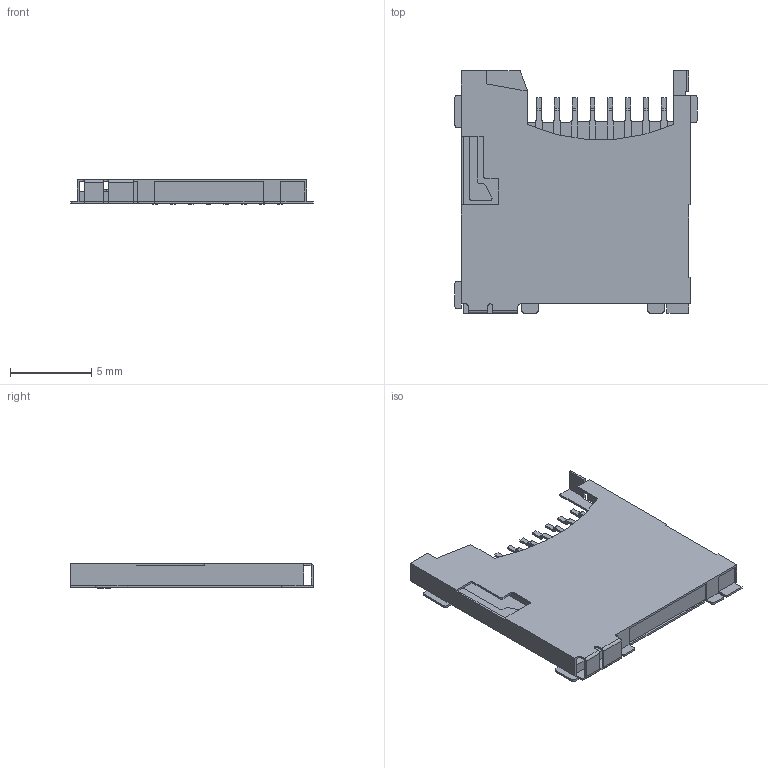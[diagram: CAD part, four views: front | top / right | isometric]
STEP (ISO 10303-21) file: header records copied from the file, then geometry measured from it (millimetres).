
FILE_DESCRIPTION( ( '' ), ' ' );
FILE_NAME( '5b3c7405c7a3af0ec985fdbd.step', '2018-07-04T07:15:18', ( '' ), ( '' ), ' ', ' ', ' ' );
FILE_SCHEMA( ( 'AUTOMOTIVE_DESIGN { 1 0 10303 214 1 1 1 1 }' ) );
Length unit declared in the file: metre
Products named in the file (12): Open CASCADE STEP translator 6.8 5; Open CASCADE STEP translator 6.8 4; Open CASCADE STEP translator 6.8 3; Open CASCADE STEP translator 6.8 2; Open CASCADE STEP translator 6.8 1
Bounding box: 14.94 x 14.95 x 1.51 mm (x, y, z)
Volume: 195.6 mm3; surface area: 1124.5 mm2
Topology: 12 solids, 12 shells, 298 faces, 814 edges, 538 vertices
Faces by surface type: plane 242, cylinder 56
Entity records: 15902 total; most frequent: CARTESIAN_POINT 1662, ORIENTED_EDGE 1628, DIRECTION 1546, STYLED_ITEM 1112, PRESENTATION_STYLE_ASSIGNMENT 1112, COLOUR_RGB 1112, EDGE_CURVE 814, CURVE_STYLE 814
